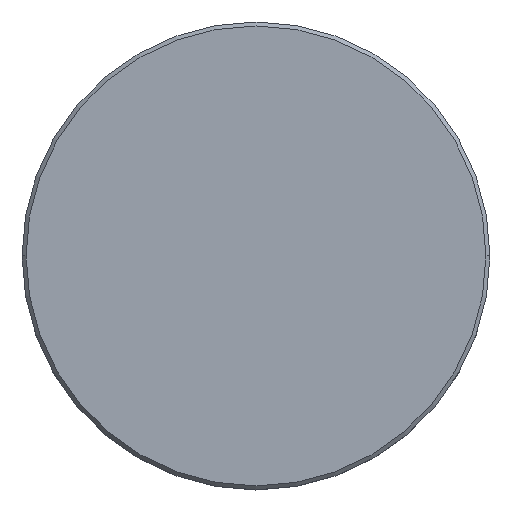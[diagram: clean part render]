
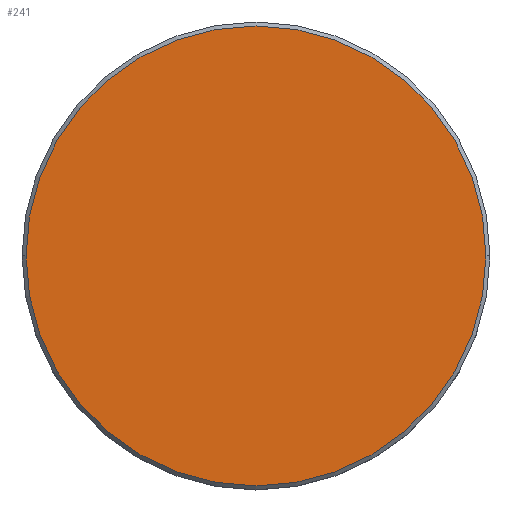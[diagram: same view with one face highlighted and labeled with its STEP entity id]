
A CAD part, top view. The second image highlights one B-rep face of the part: STEP entity #241.
In plain terms, the highlighted planar face has unit normal (0, 0, 1).
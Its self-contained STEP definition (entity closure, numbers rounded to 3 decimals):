
#6 = CARTESIAN_POINT ( 'NONE',  ( 0., 0., 0. ) ) ;
#138 = CARTESIAN_POINT ( 'NONE',  ( 0., 0., 0. ) ) ;
#141 = EDGE_LOOP ( 'NONE', ( #494, #656 ) ) ;
#191 = VERTEX_POINT ( 'NONE', #1053 ) ;
#203 = CIRCLE ( 'NONE', #361, 29. ) ;
#241 = ADVANCED_FACE ( 'NONE', ( #609 ), #331, .T. ) ;
#324 = DIRECTION ( 'NONE',  ( 1., 0., 0. ) ) ;
#331 = PLANE ( 'NONE',  #1067 ) ;
#343 = DIRECTION ( 'NONE',  ( 0., 0., 1. ) ) ;
#361 = AXIS2_PLACEMENT_3D ( 'NONE', #6, #343, #743 ) ;
#404 = CARTESIAN_POINT ( 'NONE',  ( 0., 0., 0. ) ) ;
#447 = EDGE_CURVE ( 'NONE', #191, #827, #203, .T. ) ;
#494 = ORIENTED_EDGE ( 'NONE', *, *, #714, .T. ) ;
#609 = FACE_OUTER_BOUND ( 'NONE', #141, .T. ) ;
#656 = ORIENTED_EDGE ( 'NONE', *, *, #447, .T. ) ;
#714 = EDGE_CURVE ( 'NONE', #827, #191, #972, .T. ) ;
#743 = DIRECTION ( 'NONE',  ( 1., 0., 0. ) ) ;
#827 = VERTEX_POINT ( 'NONE', #1060 ) ;
#972 = CIRCLE ( 'NONE', #1028, 29. ) ;
#984 = DIRECTION ( 'NONE',  ( 0., 0., 1. ) ) ;
#1028 = AXIS2_PLACEMENT_3D ( 'NONE', #138, #984, #1068 ) ;
#1042 = DIRECTION ( 'NONE',  ( 0., 0., 1. ) ) ;
#1053 = CARTESIAN_POINT ( 'NONE',  ( 29., 0., 0. ) ) ;
#1060 = CARTESIAN_POINT ( 'NONE',  ( -29., 0., 0. ) ) ;
#1067 = AXIS2_PLACEMENT_3D ( 'NONE', #404, #1042, #324 ) ;
#1068 = DIRECTION ( 'NONE',  ( 1., 0., 0. ) ) ;
